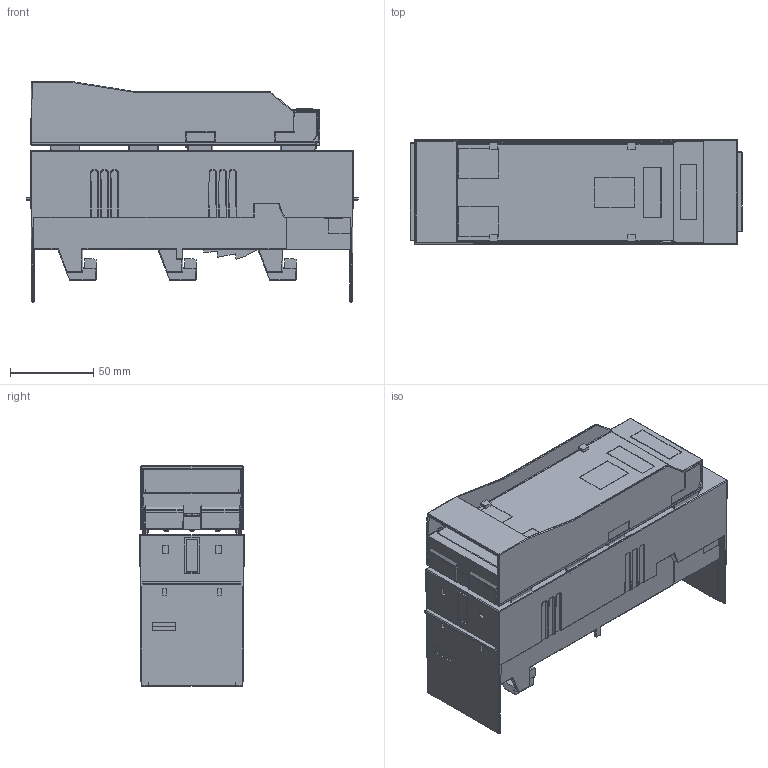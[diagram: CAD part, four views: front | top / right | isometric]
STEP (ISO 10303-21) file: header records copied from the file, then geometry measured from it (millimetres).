
FILE_DESCRIPTION(('CATIA V5 STEP'),'2;1');
FILE_NAME('T6407801_L_NH-Sammelschienentrenner LTL000-3_9_60.stp','2011-11-28T14:49:41+00:00',('none'),('Jean Müller GmbH'),'CATIA Version 5 Release 19 SP 9 (IN-10)','CATIA V5 STEP AP214','none');
FILE_SCHEMA(('AUTOMOTIVE_DESIGN { 1 0 10303 214 1 1 1 1 }'));
Products named in the file (7): T6407801_L_NH-Sammelschienentrenner LTL000; 33716_L_Gehaeuse LTL000; 158440_Fahrstuhlklemme; 33717_L_Frontplatte ; 33719_Scheibe; 32393_Clip-Firmenlogo; 13177_Bezeichnungsschild
Assembly tree (8 placements, depth 2):
  T6407801_L_NH-Sammelschienentrenner LTL000
    33716_L_Gehaeuse LTL000
    158440_Fahrstuhlklemme  x3
    33717_L_Frontplatte 
    33719_Scheibe
    32393_Clip-Firmenlogo
    13177_Bezeichnungsschild
Bounding box: 199.4 x 62.79 x 132.17 mm (x, y, z)
Volume: 955138.7 mm3; surface area: 152841.1 mm2
Topology: 8 solids, 10 shells, 2137 faces, 5415 edges, 3239 vertices
Faces by surface type: plane 1427, cylinder 486, bspline 201, sphere 14, cone 9
Entity records: 60779 total; most frequent: CARTESIAN_POINT 18937, ORIENTED_EDGE 8184, DIRECTION 5774, EDGE_CURVE 4092, VECTOR 2890, LINE 2890, VERTEX_POINT 2535, EDGE_LOOP 1667
